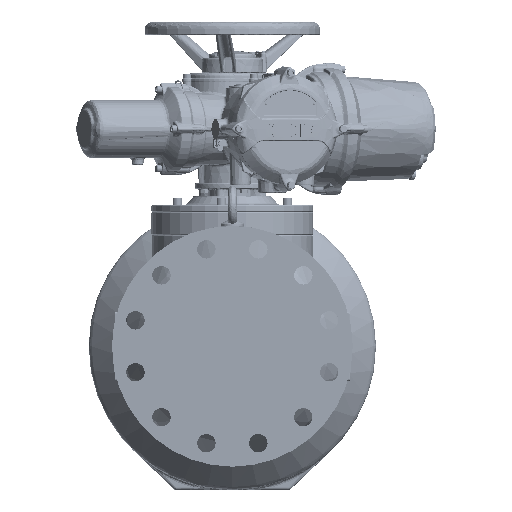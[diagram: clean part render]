
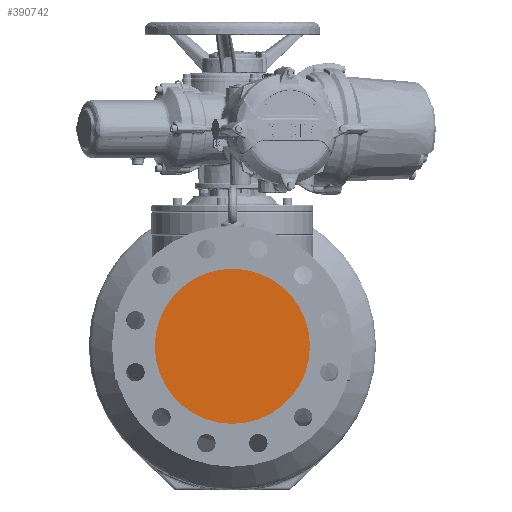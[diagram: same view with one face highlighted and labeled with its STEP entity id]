
A CAD part, left-side view. The second image highlights one B-rep face of the part: STEP entity #390742.
In plain terms, the highlighted planar face has unit normal (-1, 0, 0).
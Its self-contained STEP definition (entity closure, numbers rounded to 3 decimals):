
#8660 = AXIS2_PLACEMENT_3D ( 'NONE', #285331, #48291, #49754 ) ;
#34428 = PLANE ( 'NONE',  #96134 ) ;
#48291 = DIRECTION ( 'NONE',  ( 1., 0., 0. ) ) ;
#49754 = DIRECTION ( 'NONE',  ( 0., 0., -1. ) ) ;
#54855 = CARTESIAN_POINT ( 'NONE',  ( -428., 0., 0. ) ) ;
#75011 = EDGE_CURVE ( 'NONE', #78476, #218188, #119197, .T. ) ;
#78476 = VERTEX_POINT ( 'NONE', #408089 ) ;
#96134 = AXIS2_PLACEMENT_3D ( 'NONE', #374381, #307250, #102968 ) ;
#102968 = DIRECTION ( 'NONE',  ( 0., 0., -1. ) ) ;
#119197 = CIRCLE ( 'NONE', #8660, 134.95 ) ;
#134314 = FACE_OUTER_BOUND ( 'NONE', #140725, .T. ) ;
#140725 = EDGE_LOOP ( 'NONE', ( #223651, #391843 ) ) ;
#189029 = DIRECTION ( 'NONE',  ( 0., 0., -1. ) ) ;
#218188 = VERTEX_POINT ( 'NONE', #264135 ) ;
#223651 = ORIENTED_EDGE ( 'NONE', *, *, #364414, .F. ) ;
#224803 = DIRECTION ( 'NONE',  ( 1., 0., 0. ) ) ;
#241855 = AXIS2_PLACEMENT_3D ( 'NONE', #54855, #224803, #189029 ) ;
#264135 = CARTESIAN_POINT ( 'NONE',  ( -428., 0., -134.95 ) ) ;
#285331 = CARTESIAN_POINT ( 'NONE',  ( -428., 0., 0. ) ) ;
#307250 = DIRECTION ( 'NONE',  ( 1., 0., 0. ) ) ;
#364414 = EDGE_CURVE ( 'NONE', #218188, #78476, #421679, .T. ) ;
#374381 = CARTESIAN_POINT ( 'NONE',  ( -428., 0., -134.95 ) ) ;
#390742 = ADVANCED_FACE ( 'NONE', ( #134314 ), #34428, .F. ) ;
#391843 = ORIENTED_EDGE ( 'NONE', *, *, #75011, .F. ) ;
#408089 = CARTESIAN_POINT ( 'NONE',  ( -428., 0., 134.95 ) ) ;
#421679 = CIRCLE ( 'NONE', #241855, 134.95 ) ;
